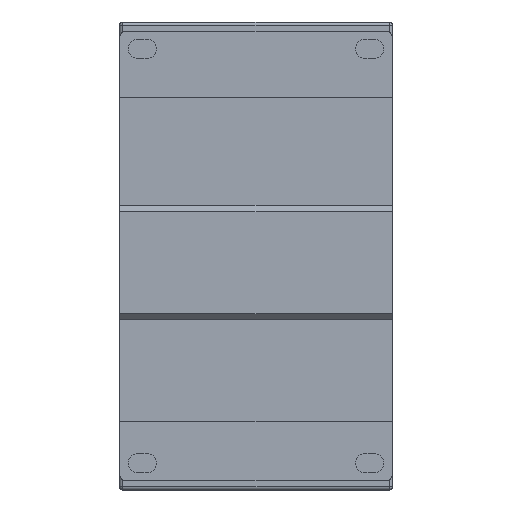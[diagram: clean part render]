
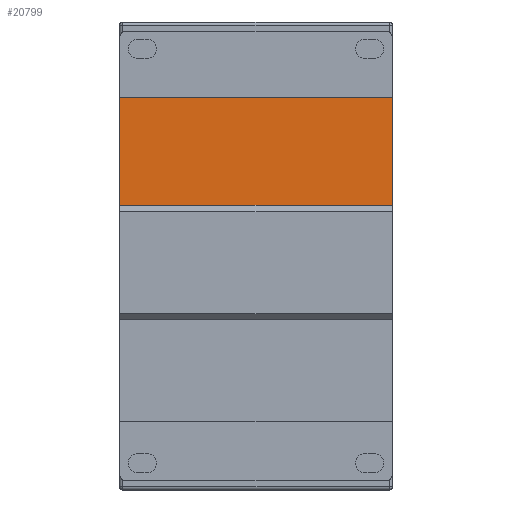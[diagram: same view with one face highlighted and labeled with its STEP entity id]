
A CAD part, front view. The second image highlights one B-rep face of the part: STEP entity #20799.
In plain terms, the highlighted planar face has unit normal (0, -1, 0).
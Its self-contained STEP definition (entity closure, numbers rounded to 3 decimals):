
#240 = DIRECTION ( 'NONE',  ( 1., 0., 0. ) ) ;
#454 = EDGE_LOOP ( 'NONE', ( #1345, #3094, #6358, #14330 ) ) ;
#1345 = ORIENTED_EDGE ( 'NONE', *, *, #10706, .T. ) ;
#2010 = DIRECTION ( 'NONE',  ( 0., 1., 0. ) ) ;
#2135 = LINE ( 'NONE', #24943, #12676 ) ;
#2224 = VERTEX_POINT ( 'NONE', #2443 ) ;
#2272 = CARTESIAN_POINT ( 'NONE',  ( -45., -114.91, 52.2 ) ) ;
#2319 = CARTESIAN_POINT ( 'NONE',  ( -45., -114.91, 52.2 ) ) ;
#2443 = CARTESIAN_POINT ( 'NONE',  ( 45., -114.91, 16.7 ) ) ;
#2764 = LINE ( 'NONE', #22598, #18947 ) ;
#3094 = ORIENTED_EDGE ( 'NONE', *, *, #11175, .F. ) ;
#4135 = EDGE_CURVE ( 'NONE', #5840, #2224, #2135, .T. ) ;
#5733 = DIRECTION ( 'NONE',  ( 0., 0., 1. ) ) ;
#5840 = VERTEX_POINT ( 'NONE', #16264 ) ;
#6358 = ORIENTED_EDGE ( 'NONE', *, *, #7351, .F. ) ;
#7351 = EDGE_CURVE ( 'NONE', #5840, #14683, #14227, .T. ) ;
#10706 = EDGE_CURVE ( 'NONE', #2224, #19694, #2764, .T. ) ;
#11175 = EDGE_CURVE ( 'NONE', #14683, #19694, #26478, .T. ) ;
#12521 = PLANE ( 'NONE',  #15844 ) ;
#12676 = VECTOR ( 'NONE', #22854, 1000. ) ;
#13185 = CARTESIAN_POINT ( 'NONE',  ( -45., -114.91, 16.7 ) ) ;
#14227 = LINE ( 'NONE', #13185, #19176 ) ;
#14330 = ORIENTED_EDGE ( 'NONE', *, *, #4135, .T. ) ;
#14652 = CARTESIAN_POINT ( 'NONE',  ( -45., -114.91, 16.7 ) ) ;
#14683 = VERTEX_POINT ( 'NONE', #2319 ) ;
#15137 = CARTESIAN_POINT ( 'NONE',  ( 45., -114.91, 52.2 ) ) ;
#15403 = DIRECTION ( 'NONE',  ( 0., 0., 1. ) ) ;
#15844 = AXIS2_PLACEMENT_3D ( 'NONE', #14652, #2010, #16781 ) ;
#16264 = CARTESIAN_POINT ( 'NONE',  ( -45., -114.91, 16.7 ) ) ;
#16781 = DIRECTION ( 'NONE',  ( 0., 0., 1. ) ) ;
#18947 = VECTOR ( 'NONE', #5733, 1000. ) ;
#19176 = VECTOR ( 'NONE', #15403, 1000. ) ;
#19694 = VERTEX_POINT ( 'NONE', #15137 ) ;
#20799 = ADVANCED_FACE ( 'NONE', ( #22847 ), #12521, .F. ) ;
#22598 = CARTESIAN_POINT ( 'NONE',  ( 45., -114.91, 16.7 ) ) ;
#22847 = FACE_OUTER_BOUND ( 'NONE', #454, .T. ) ;
#22854 = DIRECTION ( 'NONE',  ( 1., 0., 0. ) ) ;
#24943 = CARTESIAN_POINT ( 'NONE',  ( -45., -114.91, 16.7 ) ) ;
#25146 = VECTOR ( 'NONE', #240, 1000. ) ;
#26478 = LINE ( 'NONE', #2272, #25146 ) ;
